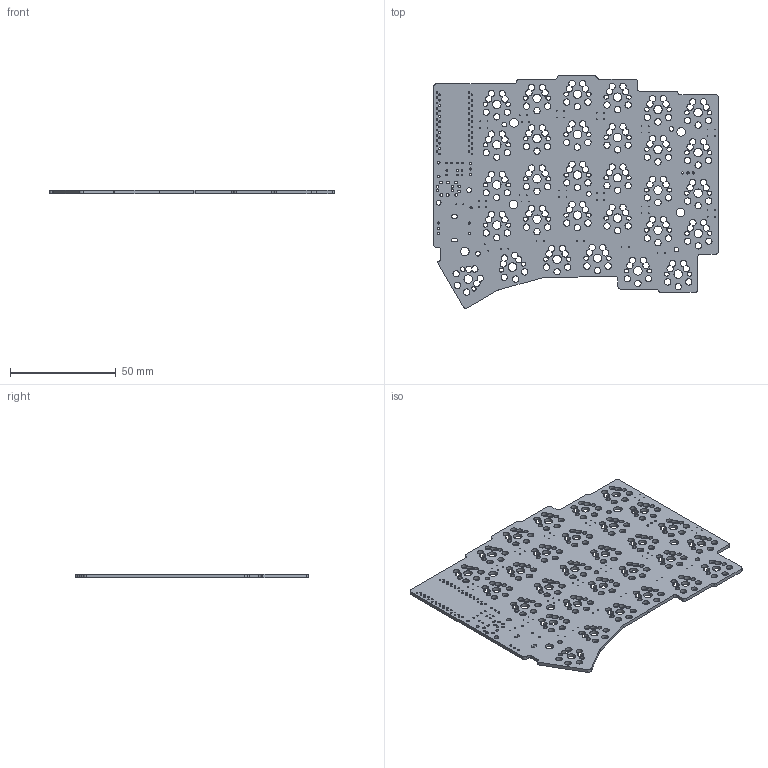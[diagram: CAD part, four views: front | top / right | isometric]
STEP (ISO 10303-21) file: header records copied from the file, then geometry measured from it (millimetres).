
FILE_DESCRIPTION(('KiCad electronic assembly'),'2;1');
FILE_NAME('LimeKeyboard.step','2021-07-25T12:07:44',('Pcbnew'),('Kicad') ,'Open CASCADE STEP processor 6.9','KiCad to STEP converter','Unknown' );
FILE_SCHEMA(('AUTOMOTIVE_DESIGN { 1 0 10303 214 1 1 1 1 }'));
Length unit declared in the file: millimetre
Products named in the file (2): Open CASCADE STEP translator 6.9 1; COMPOUND
Assembly tree (1 placements, depth 2):
  Open CASCADE STEP translator 6.9 1
    COMPOUND
Bounding box: 134.64 x 109.92 x 1.6 mm (x, y, z)
Volume: 16729.5 mm3; surface area: 26595.7 mm2
Topology: 1 solids, 1 shells, 780 faces, 2334 edges, 1556 vertices
Faces by surface type: cylinder 735, plane 45
Full cylindrical faces by diameter (mm): 0.4 x62, 0.813 x58, 1 x12, 1.2 x4, 1.3 x2, 2.2 x7, 3 x90, 4 x30, 4.1 x5
Entity records: 58677 total; most frequent: CARTESIAN_POINT 9820, DIRECTION 9556, ORIENTED_EDGE 4668, PCURVE 4668, DEFINITIONAL_REPRESENTATION 4668, LINE 3582, VECTOR 3582, CIRCLE 2940
